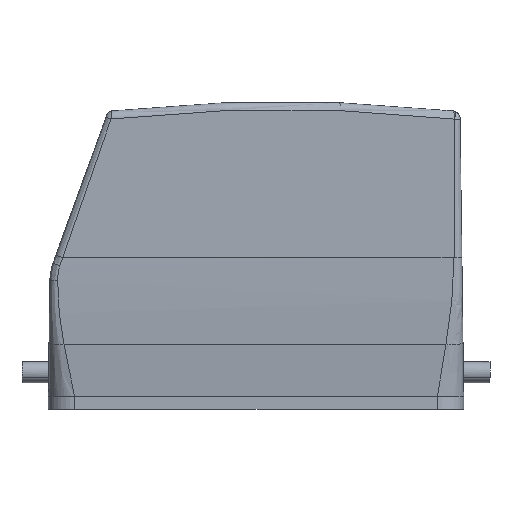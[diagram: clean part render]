
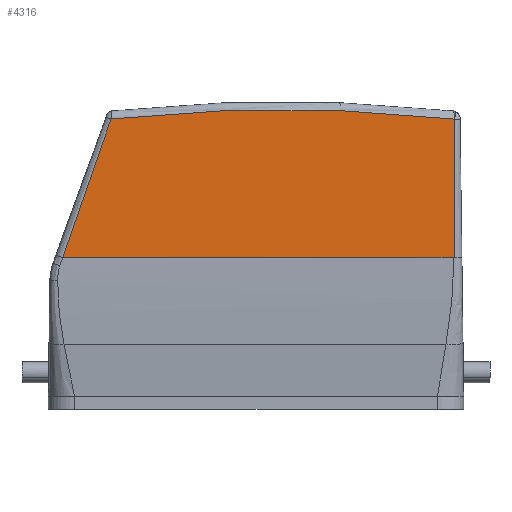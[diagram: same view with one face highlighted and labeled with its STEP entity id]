
A CAD part, left-side view. The second image highlights one B-rep face of the part: STEP entity #4316.
In plain terms, the highlighted planar face has unit normal (-1, 0, 0).
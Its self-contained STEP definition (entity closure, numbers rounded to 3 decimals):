
#4303=AXIS2_PLACEMENT_3D('Plane Axis2P3D',#4300,#4301,#4302) ;
#4307=AXIS2_PLACEMENT_3D('Circle Axis2P3D',#4305,#4306,$) ;
#2020=CARTESIAN_POINT('Line Origine',(0.,43.873,28.847)) ;
#2024=CARTESIAN_POINT('Vertex',(0.,81.259,28.847)) ;
#2026=CARTESIAN_POINT('Vertex',(0.,6.844,28.847)) ;
#2286=CARTESIAN_POINT('Control Point',(0.,72.065,55.218)) ;
#2287=CARTESIAN_POINT('Control Point',(0.,72.087,55.155)) ;
#2288=CARTESIAN_POINT('Control Point',(0.,72.11,55.091)) ;
#2289=CARTESIAN_POINT('Control Point',(0.,72.133,55.027)) ;
#2290=CARTESIAN_POINT('Control Point',(0.,72.2,54.841)) ;
#2291=CARTESIAN_POINT('Control Point',(0.,72.267,54.654)) ;
#2292=CARTESIAN_POINT('Control Point',(0.,72.359,54.399)) ;
#2293=CARTESIAN_POINT('Control Point',(0.,72.442,54.166)) ;
#2294=CARTESIAN_POINT('Control Point',(0.,72.525,53.933)) ;
#2295=CARTESIAN_POINT('Control Point',(0.,72.565,53.822)) ;
#2296=CARTESIAN_POINT('Control Point',(0.,72.644,53.601)) ;
#2297=CARTESIAN_POINT('Control Point',(0.,72.724,53.379)) ;
#2298=CARTESIAN_POINT('Control Point',(0.,72.763,53.268)) ;
#2299=CARTESIAN_POINT('Control Point',(0.,72.882,52.936)) ;
#2300=CARTESIAN_POINT('Control Point',(0.,73.001,52.604)) ;
#2301=CARTESIAN_POINT('Control Point',(0.,73.08,52.382)) ;
#2302=CARTESIAN_POINT('Control Point',(0.,73.317,51.717)) ;
#2303=CARTESIAN_POINT('Control Point',(0.,73.554,51.053)) ;
#2304=CARTESIAN_POINT('Control Point',(0.,73.711,50.609)) ;
#2305=CARTESIAN_POINT('Control Point',(0.,74.249,49.093)) ;
#2306=CARTESIAN_POINT('Control Point',(0.,74.785,47.577)) ;
#2307=CARTESIAN_POINT('Control Point',(0.,75.162,46.505)) ;
#2308=CARTESIAN_POINT('Control Point',(0.,76.292,43.286)) ;
#2309=CARTESIAN_POINT('Control Point',(0.,77.411,40.064)) ;
#2310=CARTESIAN_POINT('Control Point',(0.,78.155,37.913)) ;
#2311=CARTESIAN_POINT('Control Point',(0.,79.224,34.808)) ;
#2312=CARTESIAN_POINT('Control Point',(0.,80.288,31.7)) ;
#2313=CARTESIAN_POINT('Control Point',(0.,80.612,30.749)) ;
#2314=CARTESIAN_POINT('Control Point',(0.,80.936,29.798)) ;
#2315=CARTESIAN_POINT('Control Point',(0.,81.259,28.847)) ;
#2316=CARTESIAN_POINT('Vertex',(0.,72.065,55.218)) ;
#3464=CARTESIAN_POINT('Vertex',(0.,6.689,55.191)) ;
#3628=CARTESIAN_POINT('Control Point',(0.,6.689,55.191)) ;
#3629=CARTESIAN_POINT('Control Point',(0.,6.687,54.862)) ;
#3630=CARTESIAN_POINT('Control Point',(0.,6.685,54.529)) ;
#3631=CARTESIAN_POINT('Control Point',(0.,6.684,54.201)) ;
#3632=CARTESIAN_POINT('Control Point',(0.,6.681,53.539)) ;
#3633=CARTESIAN_POINT('Control Point',(0.,6.678,52.88)) ;
#3634=CARTESIAN_POINT('Control Point',(0.,6.677,52.549)) ;
#3635=CARTESIAN_POINT('Control Point',(0.,6.674,51.559)) ;
#3636=CARTESIAN_POINT('Control Point',(0.,6.672,50.568)) ;
#3637=CARTESIAN_POINT('Control Point',(0.,6.671,49.908)) ;
#3638=CARTESIAN_POINT('Control Point',(0.,6.67,47.928)) ;
#3639=CARTESIAN_POINT('Control Point',(0.,6.674,45.947)) ;
#3640=CARTESIAN_POINT('Control Point',(0.,6.679,44.627)) ;
#3641=CARTESIAN_POINT('Control Point',(0.,6.692,41.988)) ;
#3642=CARTESIAN_POINT('Control Point',(0.,6.711,39.349)) ;
#3643=CARTESIAN_POINT('Control Point',(0.,6.722,38.03)) ;
#3644=CARTESIAN_POINT('Control Point',(0.,6.743,35.825)) ;
#3645=CARTESIAN_POINT('Control Point',(0.,6.768,33.621)) ;
#3646=CARTESIAN_POINT('Control Point',(0.,6.78,32.735)) ;
#3647=CARTESIAN_POINT('Control Point',(0.,6.798,31.417)) ;
#3648=CARTESIAN_POINT('Control Point',(0.,6.821,30.099)) ;
#3649=CARTESIAN_POINT('Control Point',(0.,6.828,29.689)) ;
#3650=CARTESIAN_POINT('Control Point',(0.,6.836,29.272)) ;
#3651=CARTESIAN_POINT('Control Point',(0.,6.844,28.847)) ;
#4300=CARTESIAN_POINT('Axis2P3D Location',(0.,3.596,-25.715)) ;
#4305=CARTESIAN_POINT('Axis2P3D Location',(0.,39.5,-241.5)) ;
#2021=DIRECTION('Vector Direction',(0.,-1.,0.)) ;
#4301=DIRECTION('Axis2P3D Direction',(-1.,0.,0.)) ;
#4302=DIRECTION('Axis2P3D XDirection',(0.,-0.17,0.985)) ;
#4306=DIRECTION('Axis2P3D Direction',(-1.,0.,0.)) ;
#2022=VECTOR('Line Direction',#2021,1.) ;
#4311=ORIENTED_EDGE('',*,*,#4309,.T.) ;
#4312=ORIENTED_EDGE('',*,*,#2318,.F.) ;
#4313=ORIENTED_EDGE('',*,*,#2028,.T.) ;
#4314=ORIENTED_EDGE('',*,*,#3652,.T.) ;
#4316=ADVANCED_FACE('Hood',(#4315),#4304,.T.) ;
#2285=B_SPLINE_CURVE_WITH_KNOTS('',5,(#2286,#2287,#2288,#2289,#2290,#2291,#2292,#2293,#2294,#2295,#2296,#2297,#2298,#2299,#2300,#2301,#2302,#2303,#2304,#2305,#2306,#2307,#2308,#2309,#2310,#2311,#2312,#2313,#2314,#2315),.UNSPECIFIED.,.F.,.U.,(6,3,3,3,3,3,3,3,3,6),(87.603,87.947,88.598,89.189,89.78,90.962,93.325,99.047,110.491,115.531),.UNSPECIFIED.) ;
#3627=B_SPLINE_CURVE_WITH_KNOTS('',5,(#3628,#3629,#3630,#3631,#3632,#3633,#3634,#3635,#3636,#3637,#3638,#3639,#3640,#3641,#3642,#3643,#3644,#3645,#3646,#3647,#3648,#3649,#3650,#3651),.UNSPECIFIED.,.F.,.U.,(6,3,3,3,3,3,3,6),(3.972,5.619,7.265,10.558,17.144,23.729,28.158,30.315),.UNSPECIFIED.) ;
#4308=CIRCLE('generated circle',#4307,298.5) ;
#2028=EDGE_CURVE('',#2025,#2027,#2023,.T.) ;
#2318=EDGE_CURVE('',#2025,#2317,#2285,.F.) ;
#3652=EDGE_CURVE('',#2027,#3465,#3627,.F.) ;
#4309=EDGE_CURVE('',#3465,#2317,#4308,.T.) ;
#4310=EDGE_LOOP('',(#4311,#4312,#4313,#4314)) ;
#4315=FACE_OUTER_BOUND('',#4310,.T.) ;
#2023=LINE('Line',#2020,#2022) ;
#4304=PLANE('',#4303) ;
#2025=VERTEX_POINT('',#2024) ;
#2027=VERTEX_POINT('',#2026) ;
#2317=VERTEX_POINT('',#2316) ;
#3465=VERTEX_POINT('',#3464) ;
